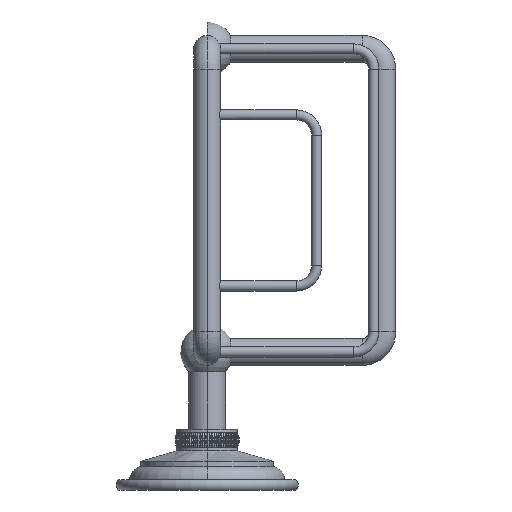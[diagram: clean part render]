
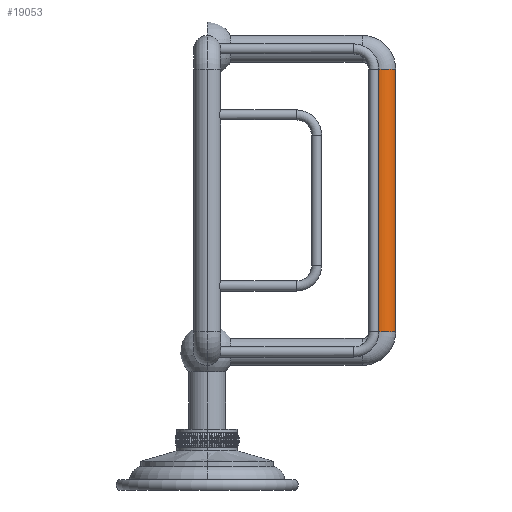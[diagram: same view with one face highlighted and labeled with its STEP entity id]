
A CAD part, left-side view. The second image highlights one B-rep face of the part: STEP entity #19053.
In plain terms, the highlighted cylindrical face has radius 4 mm (diameter 8.001 mm), a partial arc.
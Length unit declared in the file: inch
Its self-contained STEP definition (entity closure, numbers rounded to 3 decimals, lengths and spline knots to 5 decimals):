
#6717=DIRECTION('',(0.,0.,-1.));
#6718=VECTOR('',#6717,3.071);
#6719=CARTESIAN_POINT('',(-3.875,-1.8895,4.921));
#6720=LINE('',#6719,#6718);
#6721=CARTESIAN_POINT('',(-3.875,-2.047,4.921));
#6722=DIRECTION('',(0.,0.,-1.));
#6723=DIRECTION('',(0.,-1.,0.));
#6724=AXIS2_PLACEMENT_3D('',#6721,#6722,#6723);
#6726=DIRECTION('',(0.,0.,-1.));
#6727=VECTOR('',#6726,3.071);
#6728=CARTESIAN_POINT('',(-3.875,-2.2045,4.921));
#6729=LINE('',#6728,#6727);
#6730=CARTESIAN_POINT('',(-3.875,-2.047,1.85));
#6731=DIRECTION('',(0.,0.,-1.));
#6732=DIRECTION('',(0.,-1.,0.));
#6733=AXIS2_PLACEMENT_3D('',#6730,#6731,#6732);
#10666=CARTESIAN_POINT('',(-3.875,-1.8895,4.921));
#10667=CARTESIAN_POINT('',(-3.875,-2.2045,4.921));
#10668=VERTEX_POINT('',#10666);
#10669=VERTEX_POINT('',#10667);
#10670=CARTESIAN_POINT('',(-3.875,-1.8895,1.85));
#10671=CARTESIAN_POINT('',(-3.875,-2.2045,1.85));
#10672=VERTEX_POINT('',#10670);
#10673=VERTEX_POINT('',#10671);
#19041=CARTESIAN_POINT('',(-3.875,-2.047,4.921));
#19042=DIRECTION('',(0.,0.,-1.));
#19043=DIRECTION('',(0.,1.,0.));
#19044=AXIS2_PLACEMENT_3D('',#19041,#19042,#19043);
#19045=CYLINDRICAL_SURFACE('',#19044,0.1575);
#19046=ORIENTED_EDGE('',*,*,#19006,.F.);
#19047=ORIENTED_EDGE('',*,*,#19036,.T.);
#19049=ORIENTED_EDGE('',*,*,#19048,.T.);
#19050=ORIENTED_EDGE('',*,*,#19032,.F.);
#19051=EDGE_LOOP('',(#19046,#19047,#19049,#19050));
#19052=FACE_OUTER_BOUND('',#19051,.F.);
#19053=ADVANCED_FACE('',(#19052),#19045,.T.);
#6725=CIRCLE('',#6724,0.1575);
#6734=CIRCLE('',#6733,0.1575);
#19006=EDGE_CURVE('',#10669,#10668,#6725,.T.);
#19032=EDGE_CURVE('',#10668,#10672,#6720,.T.);
#19036=EDGE_CURVE('',#10669,#10673,#6729,.T.);
#19048=EDGE_CURVE('',#10673,#10672,#6734,.T.);
